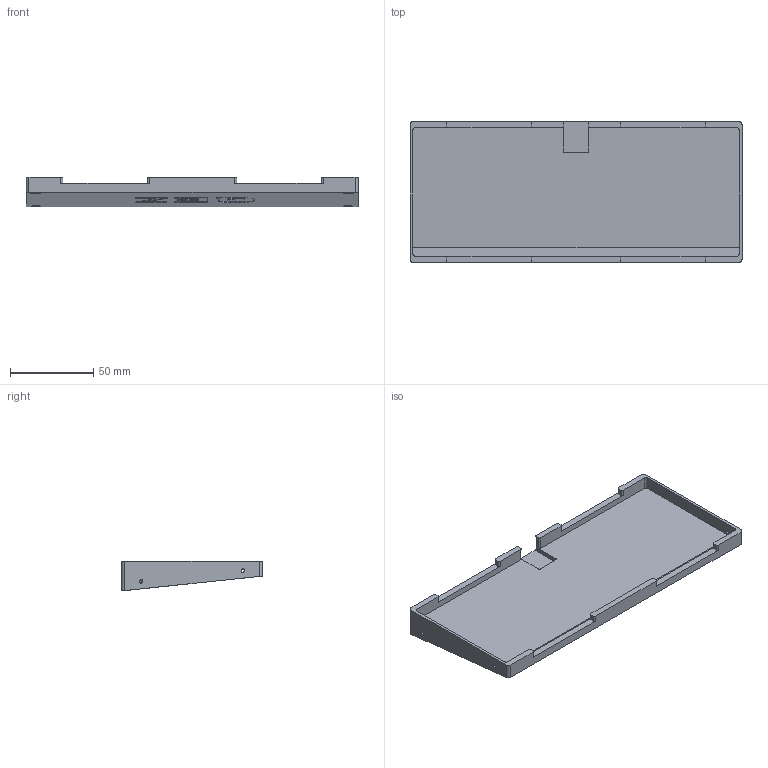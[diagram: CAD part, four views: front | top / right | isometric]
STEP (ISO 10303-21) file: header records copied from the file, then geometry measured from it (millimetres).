
FILE_DESCRIPTION(/* description */ (''),/* implementation_level */ '2;1');
FILE_NAME(/* name */ 'bottom.step',/* time_stamp */ '2021-08-23T19:57:04+02:00',/* author */ (''),/* organization */ (''),/* preprocessor_version */ 'ST-DEVELOPER v18.1',/* originating_system */ 'Autodesk Translation Framework v10.9.0.1377',/* authorisation */ '');
FILE_SCHEMA (('AUTOMOTIVE_DESIGN { 1 0 10303 214 3 1 1 }'));
Length unit declared in the file: millimetre
Products named in the file (1): bottom
Bounding box: 199.86 x 84.8 x 17.94 mm (x, y, z)
Volume: 105721.1 mm3; surface area: 44635.3 mm2
Topology: 1 solids, 1 shells, 165 faces, 463 edges, 308 vertices
Faces by surface type: plane 73, cylinder 65, bspline 25, cone 2
Full cylindrical faces by diameter (mm): 2.075 x4, 6 x4
Entity records: 5501 total; most frequent: CARTESIAN_POINT 1254, ORIENTED_EDGE 922, DIRECTION 817, EDGE_CURVE 461, VERTEX_POINT 308, LINE 275, VECTOR 275, AXIS2_PLACEMENT_3D 271
